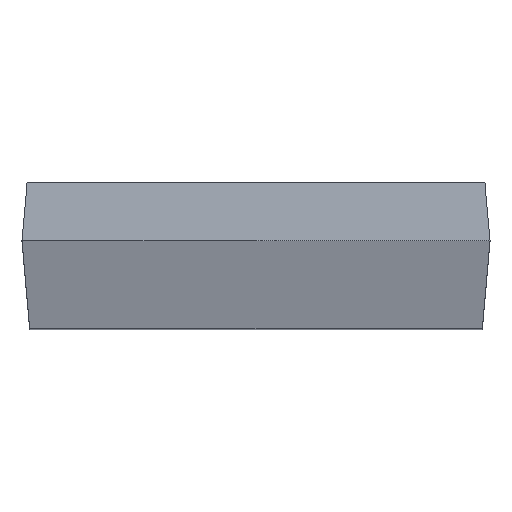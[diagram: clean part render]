
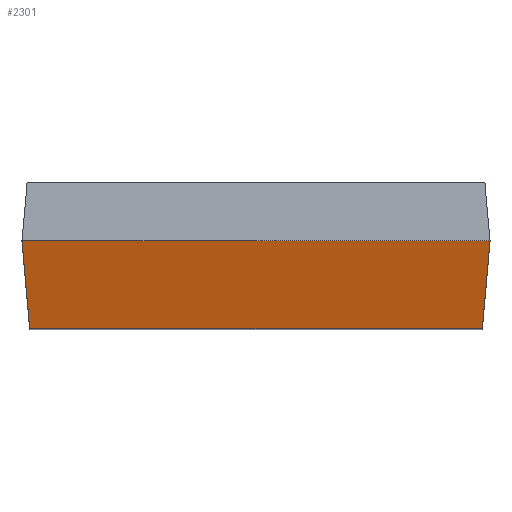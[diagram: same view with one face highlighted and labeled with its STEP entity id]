
A CAD part, top view. The second image highlights one B-rep face of the part: STEP entity #2301.
In plain terms, the highlighted planar face has unit normal (0, -0.259, 0.966).
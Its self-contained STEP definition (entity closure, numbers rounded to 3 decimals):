
#52 = CARTESIAN_POINT ( 'NONE',  ( 8., 0.8, 25.55 ) ) ;
#125 = EDGE_CURVE ( 'NONE', #3437, #3552, #767, .T. ) ;
#187 = VECTOR ( 'NONE', #1886, 1000. ) ;
#204 = VECTOR ( 'NONE', #1079, 1000. ) ;
#215 = CARTESIAN_POINT ( 'NONE',  ( -4., 0.8, 25.55 ) ) ;
#329 = EDGE_CURVE ( 'NONE', #3372, #3946, #2361, .T. ) ;
#399 = EDGE_LOOP ( 'NONE', ( #1602, #3514, #2389, #2373 ) ) ;
#401 = EDGE_CURVE ( 'NONE', #3437, #3372, #2577, .T. ) ;
#525 = DIRECTION ( 'NONE',  ( 0., -0.966, -0.259 ) ) ;
#767 = LINE ( 'NONE', #1256, #3118 ) ;
#1079 = DIRECTION ( 'NONE',  ( 0.084, 0.962, 0.258 ) ) ;
#1102 = CARTESIAN_POINT ( 'NONE',  ( -7.738, -2.2, 24.746 ) ) ;
#1256 = CARTESIAN_POINT ( 'NONE',  ( 0., -2.2, 24.746 ) ) ;
#1344 = DIRECTION ( 'NONE',  ( -1., 0., 0. ) ) ;
#1602 = ORIENTED_EDGE ( 'NONE', *, *, #2068, .F. ) ;
#1853 = LINE ( 'NONE', #3399, #187 ) ;
#1886 = DIRECTION ( 'NONE',  ( -0.084, 0.962, 0.258 ) ) ;
#2068 = EDGE_CURVE ( 'NONE', #3552, #3946, #1853, .T. ) ;
#2173 = VECTOR ( 'NONE', #1344, 1000. ) ;
#2301 = ADVANCED_FACE ( 'NONE', ( #2845 ), #2970, .T. ) ;
#2361 = LINE ( 'NONE', #2559, #2173 ) ;
#2373 = ORIENTED_EDGE ( 'NONE', *, *, #329, .T. ) ;
#2383 = DIRECTION ( 'NONE',  ( 0., -0.259, 0.966 ) ) ;
#2389 = ORIENTED_EDGE ( 'NONE', *, *, #401, .T. ) ;
#2559 = CARTESIAN_POINT ( 'NONE',  ( -4., 0.8, 25.55 ) ) ;
#2577 = LINE ( 'NONE', #2903, #204 ) ;
#2845 = FACE_OUTER_BOUND ( 'NONE', #399, .T. ) ;
#2903 = CARTESIAN_POINT ( 'NONE',  ( 7.738, -2.2, 24.746 ) ) ;
#2970 = PLANE ( 'NONE',  #3846 ) ;
#3057 = CARTESIAN_POINT ( 'NONE',  ( -8., 0.8, 25.55 ) ) ;
#3118 = VECTOR ( 'NONE', #3725, 1000. ) ;
#3152 = CARTESIAN_POINT ( 'NONE',  ( 7.738, -2.2, 24.746 ) ) ;
#3372 = VERTEX_POINT ( 'NONE', #52 ) ;
#3399 = CARTESIAN_POINT ( 'NONE',  ( -7.738, -2.2, 24.746 ) ) ;
#3437 = VERTEX_POINT ( 'NONE', #3152 ) ;
#3514 = ORIENTED_EDGE ( 'NONE', *, *, #125, .F. ) ;
#3552 = VERTEX_POINT ( 'NONE', #1102 ) ;
#3725 = DIRECTION ( 'NONE',  ( -1., 0., 0. ) ) ;
#3846 = AXIS2_PLACEMENT_3D ( 'NONE', #215, #2383, #525 ) ;
#3946 = VERTEX_POINT ( 'NONE', #3057 ) ;
